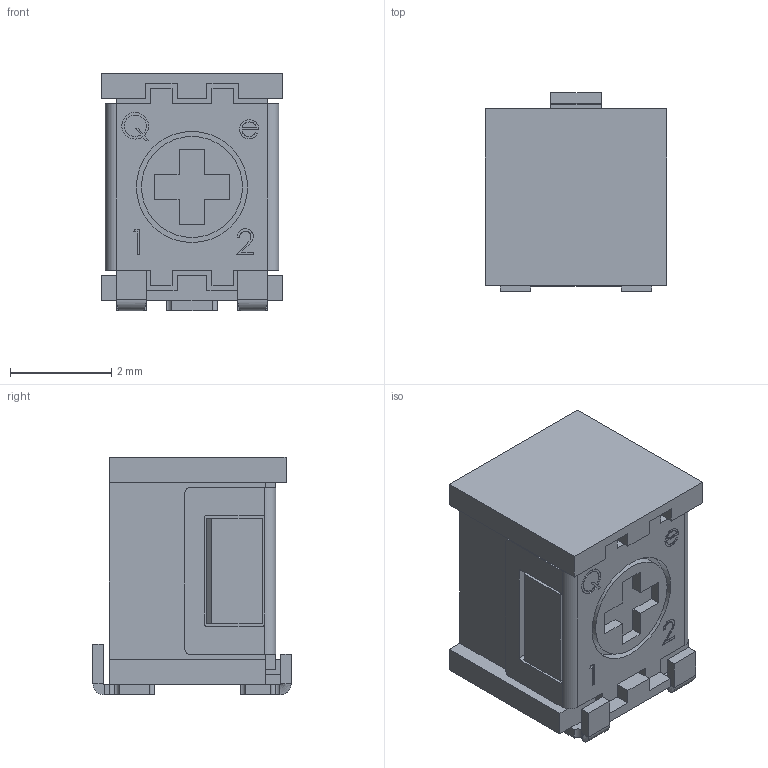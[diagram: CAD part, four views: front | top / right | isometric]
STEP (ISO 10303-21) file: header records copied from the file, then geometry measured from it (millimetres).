
FILE_DESCRIPTION (( 'STEP AP214' ), '1' );
FILE_NAME ('RES-ADJ-TH_3P-L3.4-W3.4-BR.step', '2022-07-28T08:40:57', ( '' ), ( '' ), 'SwSTEP 2.0', 'SolidWorks 2020', '' );
FILE_SCHEMA (( 'AUTOMOTIVE_DESIGN' ));
Length unit declared in the file: millimetre
Products named in the file (1): RES-ADJ-TH_3P-L3.4-W3.4-BR
Bounding box: 3.6 x 3.92 x 4.7 mm (x, y, z)
Volume: 48.9 mm3; surface area: 125.6 mm2
Topology: 4 solids, 4 shells, 459 faces, 1220 edges, 796 vertices
Faces by surface type: plane 287, bspline 129, cylinder 43
Entity records: 19238 total; most frequent: CARTESIAN_POINT 5597, ORIENTED_EDGE 2440, DIRECTION 1698, EDGE_CURVE 1220, LINE 880, VECTOR 880, VERTEX_POINT 796, EDGE_LOOP 490
